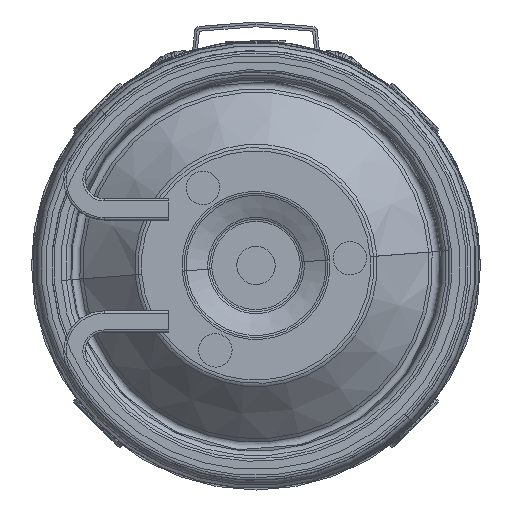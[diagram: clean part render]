
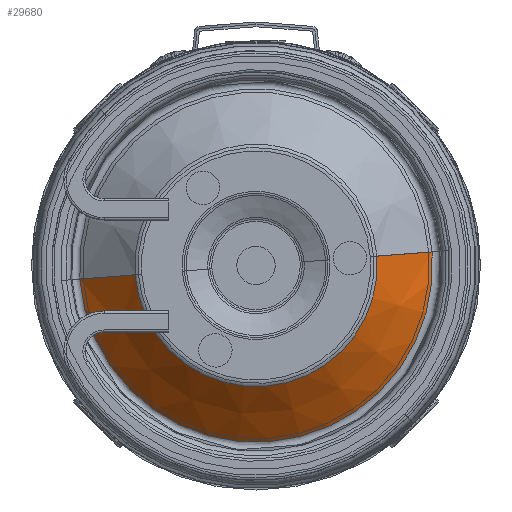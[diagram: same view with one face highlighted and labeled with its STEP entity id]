
A CAD part, front view. The second image highlights one B-rep face of the part: STEP entity #29680.
In plain terms, the highlighted conical face has half-angle 46.546 degrees and reference radius 25.375 mm.
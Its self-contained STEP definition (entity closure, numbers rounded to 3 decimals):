
#600 = LINE ( 'NONE', #20241, #31803 ) ;
#1247 = DIRECTION ( 'NONE',  ( 0., 0., 1. ) ) ;
#1493 = VERTEX_POINT ( 'NONE', #21935 ) ;
#1504 = CIRCLE ( 'NONE', #6221, 25.376 ) ;
#4517 = EDGE_CURVE ( 'NONE', #1493, #20183, #37286, .T. ) ;
#5940 = EDGE_CURVE ( 'NONE', #1493, #31024, #1504, .T. ) ;
#6221 = AXIS2_PLACEMENT_3D ( 'NONE', #12719, #9143, #21921 ) ;
#6588 = AXIS2_PLACEMENT_3D ( 'NONE', #8520, #39710, #11007 ) ;
#7719 = DIRECTION ( 'NONE',  ( 0., 1., 0. ) ) ;
#8520 = CARTESIAN_POINT ( 'NONE',  ( 0., 0.548, 0. ) ) ;
#8953 = CARTESIAN_POINT ( 'NONE',  ( 0., 0.548, 25.376 ) ) ;
#9143 = DIRECTION ( 'NONE',  ( 0., 1., 0. ) ) ;
#11007 = DIRECTION ( 'NONE',  ( 0., 0., 1. ) ) ;
#12719 = CARTESIAN_POINT ( 'NONE',  ( 0., 0.548, 0. ) ) ;
#14023 = ORIENTED_EDGE ( 'NONE', *, *, #21162, .F. ) ;
#15442 = EDGE_LOOP ( 'NONE', ( #19958, #19505, #40820, #14023 ) ) ;
#16346 = AXIS2_PLACEMENT_3D ( 'NONE', #29918, #7719, #1247 ) ;
#16704 = EDGE_CURVE ( 'NONE', #31024, #24128, #600, .T. ) ;
#19505 = ORIENTED_EDGE ( 'NONE', *, *, #5940, .T. ) ;
#19958 = ORIENTED_EDGE ( 'NONE', *, *, #4517, .F. ) ;
#20183 = VERTEX_POINT ( 'NONE', #21643 ) ;
#20241 = CARTESIAN_POINT ( 'NONE',  ( 0., 0.548, 25.376 ) ) ;
#21162 = EDGE_CURVE ( 'NONE', #20183, #24128, #33759, .T. ) ;
#21428 = VECTOR ( 'NONE', #28018, 1000. ) ;
#21643 = CARTESIAN_POINT ( 'NONE',  ( 0., 11.526, -36.962 ) ) ;
#21921 = DIRECTION ( 'NONE',  ( 0., 0., 1. ) ) ;
#21935 = CARTESIAN_POINT ( 'NONE',  ( 0., 0.548, -25.376 ) ) ;
#24128 = VERTEX_POINT ( 'NONE', #37017 ) ;
#26103 = DIRECTION ( 'NONE',  ( 0., 0.688, 0.726 ) ) ;
#26594 = CONICAL_SURFACE ( 'NONE', #6588, 25.376, 0.812 ) ;
#28018 = DIRECTION ( 'NONE',  ( 0., 0.688, -0.726 ) ) ;
#29680 = ADVANCED_FACE ( 'NONE', ( #40339 ), #26594, .T. ) ;
#29918 = CARTESIAN_POINT ( 'NONE',  ( 0., 11.526, 0. ) ) ;
#31024 = VERTEX_POINT ( 'NONE', #8953 ) ;
#31803 = VECTOR ( 'NONE', #26103, 1000. ) ;
#33759 = CIRCLE ( 'NONE', #16346, 36.962 ) ;
#34121 = CARTESIAN_POINT ( 'NONE',  ( 0., 0.548, -25.376 ) ) ;
#37017 = CARTESIAN_POINT ( 'NONE',  ( 0., 11.526, 36.962 ) ) ;
#37286 = LINE ( 'NONE', #34121, #21428 ) ;
#39710 = DIRECTION ( 'NONE',  ( 0., 1., 0. ) ) ;
#40339 = FACE_OUTER_BOUND ( 'NONE', #15442, .T. ) ;
#40820 = ORIENTED_EDGE ( 'NONE', *, *, #16704, .T. ) ;
